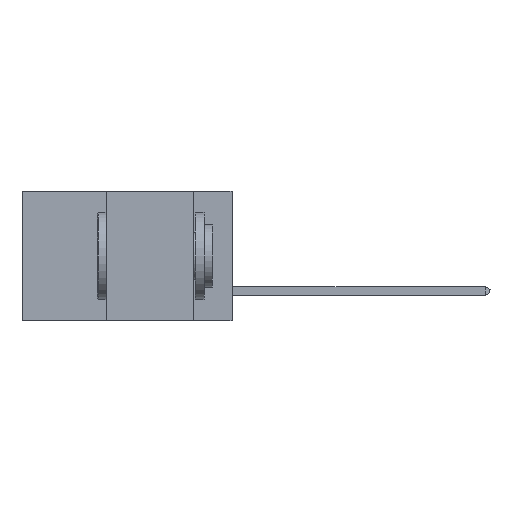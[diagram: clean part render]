
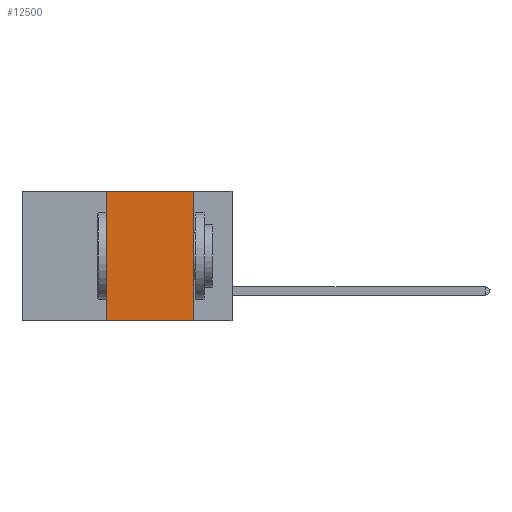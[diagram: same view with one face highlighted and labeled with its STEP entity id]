
A CAD part, left-side view. The second image highlights one B-rep face of the part: STEP entity #12500.
In plain terms, the highlighted planar face has unit normal (-1, 0, 0).
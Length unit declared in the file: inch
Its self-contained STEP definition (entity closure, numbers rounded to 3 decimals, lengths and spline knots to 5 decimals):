
#250 = VERTEX_POINT ( 'NONE', #37595 ) ;
#2949 = LINE ( 'NONE', #34931, #5299 ) ;
#4417 = ORIENTED_EDGE ( 'NONE', *, *, #24920, .T. ) ;
#5299 = VECTOR ( 'NONE', #9081, 39.37008 ) ;
#6728 = LINE ( 'NONE', #36506, #26700 ) ;
#8289 = DIRECTION ( 'NONE',  ( 0., 0., 1. ) ) ;
#8679 = DIRECTION ( 'NONE',  ( 0., 0., -1. ) ) ;
#9081 = DIRECTION ( 'NONE',  ( 0., -1., 0. ) ) ;
#9642 = VERTEX_POINT ( 'NONE', #10617 ) ;
#10617 = CARTESIAN_POINT ( 'NONE',  ( 0., 0.36, 0. ) ) ;
#12500 = ADVANCED_FACE ( 'NONE', ( #29182 ), #24045, .F. ) ;
#12877 = EDGE_LOOP ( 'NONE', ( #13660, #21397, #38193, #4417 ) ) ;
#13660 = ORIENTED_EDGE ( 'NONE', *, *, #19823, .F. ) ;
#13801 = EDGE_CURVE ( 'NONE', #9642, #39692, #2949, .T. ) ;
#14098 = CARTESIAN_POINT ( 'NONE',  ( 0., 0.11, -0.37 ) ) ;
#14782 = DIRECTION ( 'NONE',  ( 0., 0., -1. ) ) ;
#16692 = VERTEX_POINT ( 'NONE', #14098 ) ;
#17195 = DIRECTION ( 'NONE',  ( 0., -1., 0. ) ) ;
#19823 = EDGE_CURVE ( 'NONE', #39692, #16692, #31211, .T. ) ;
#20224 = AXIS2_PLACEMENT_3D ( 'NONE', #31469, #21085, #8679 ) ;
#20510 = LINE ( 'NONE', #20607, #36025 ) ;
#20607 = CARTESIAN_POINT ( 'NONE',  ( 0., 0.6, -0.37 ) ) ;
#21085 = DIRECTION ( 'NONE',  ( 1., 0., 0. ) ) ;
#21397 = ORIENTED_EDGE ( 'NONE', *, *, #13801, .F. ) ;
#24045 = PLANE ( 'NONE',  #20224 ) ;
#24920 = EDGE_CURVE ( 'NONE', #250, #16692, #20510, .T. ) ;
#26700 = VECTOR ( 'NONE', #8289, 39.37008 ) ;
#29182 = FACE_OUTER_BOUND ( 'NONE', #12877, .T. ) ;
#29286 = VECTOR ( 'NONE', #14782, 39.37008 ) ;
#31211 = LINE ( 'NONE', #36615, #29286 ) ;
#31469 = CARTESIAN_POINT ( 'NONE',  ( 0., 0.6, 0. ) ) ;
#31974 = EDGE_CURVE ( 'NONE', #250, #9642, #6728, .T. ) ;
#34931 = CARTESIAN_POINT ( 'NONE',  ( 0., 0.6, 0. ) ) ;
#36025 = VECTOR ( 'NONE', #17195, 39.37008 ) ;
#36506 = CARTESIAN_POINT ( 'NONE',  ( 0., 0.36, 0. ) ) ;
#36615 = CARTESIAN_POINT ( 'NONE',  ( 0., 0.11, 0. ) ) ;
#37595 = CARTESIAN_POINT ( 'NONE',  ( 0., 0.36, -0.37 ) ) ;
#38193 = ORIENTED_EDGE ( 'NONE', *, *, #31974, .F. ) ;
#39604 = CARTESIAN_POINT ( 'NONE',  ( 0., 0.11, 0. ) ) ;
#39692 = VERTEX_POINT ( 'NONE', #39604 ) ;
